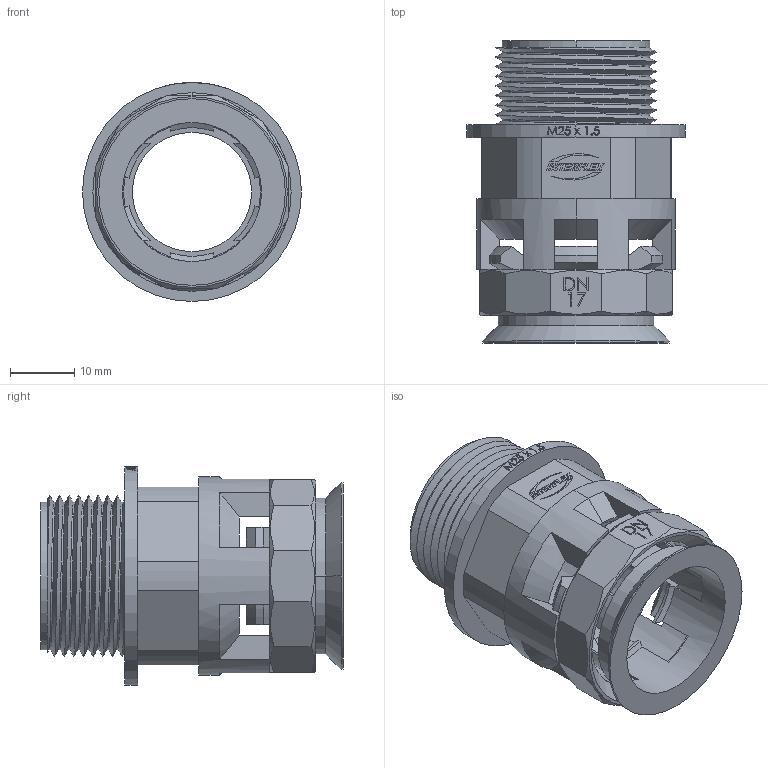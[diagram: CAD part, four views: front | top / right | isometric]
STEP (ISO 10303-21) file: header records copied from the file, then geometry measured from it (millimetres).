
FILE_DESCRIPTION (( 'STEP AP203' ), '1' );
FILE_NAME ('(MIR-17M25-)_I3040_0001_06_0.STEP', '2010-07-16T06:29:41', ( 'Llorenç' ), ( '' ), 'SwSTEP 2.0', 'SolidWorks 2007', '' );
FILE_SCHEMA (( 'CONFIG_CONTROL_DESIGN' ));
Length unit declared in the file: millimetre
Products named in the file (3): I3041_0001_00_0_MIR-17M25; (MIR-17M25-)_I3040_0001_06_0; I3041_0000_00_0_Corona per DN17
Assembly tree (2 placements, depth 2):
  (MIR-17M25-)_I3040_0001_06_0
    I3041_0000_00_0_Corona per DN17
    I3041_0001_00_0_MIR-17M25
Bounding box: 34 x 46.93 x 34 mm (x, y, z)
Volume: 12453.8 mm3; surface area: 11139 mm2
Topology: 3 solids, 3 shells, 404 faces, 1121 edges, 736 vertices
Faces by surface type: plane 225, cylinder 74, bspline 64, cone 41
Entity records: 17392 total; most frequent: CARTESIAN_POINT 7383, ORIENTED_EDGE 2242, DIRECTION 1703, EDGE_CURVE 1121, VERTEX_POINT 736, LINE 589, VECTOR 589, AXIS2_PLACEMENT_3D 557
